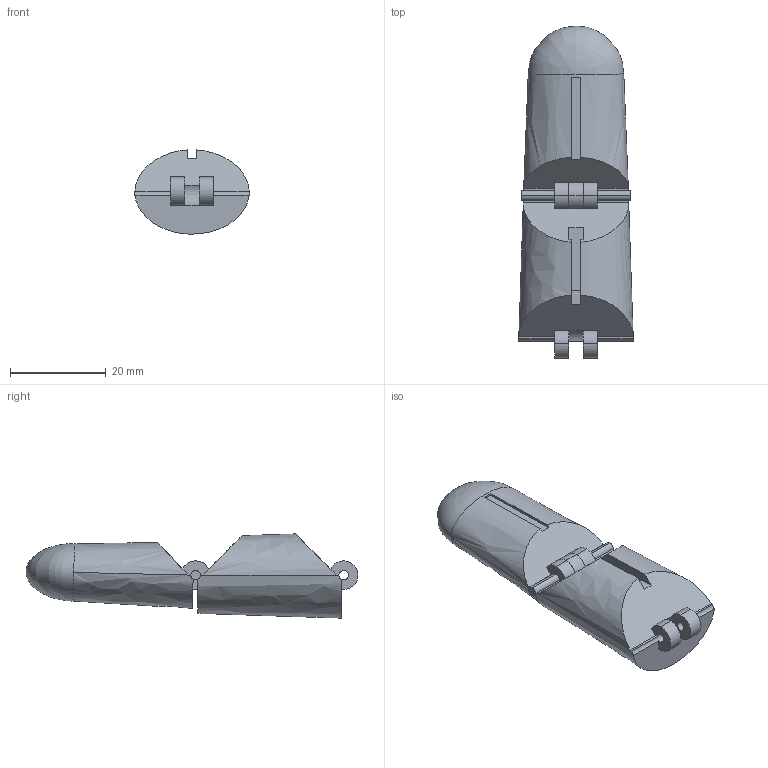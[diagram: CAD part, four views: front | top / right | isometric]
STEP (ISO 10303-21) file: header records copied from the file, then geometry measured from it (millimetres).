
FILE_DESCRIPTION (( 'STEP AP214' ), '1' );
FILE_NAME ('thump.STEP', '2025-11-24T19:46:06', ( '' ), ( '' ), 'SwSTEP 2.0', 'SolidWorks 2023', '' );
FILE_SCHEMA (( 'AUTOMOTIVE_DESIGN' ));
Length unit declared in the file: centimetre
Products named in the file (4): thump; mate 1; PART 1; part 2
Assembly tree (3 placements, depth 2):
  thump
    PART 1
    part 2
    mate 1
Bounding box: 23.97 x 69.49 x 17.62 mm (x, y, z)
Volume: 13800.6 mm3; surface area: 5085.4 mm2
Topology: 3 solids, 4 shells, 84 faces, 237 edges, 155 vertices
Faces by surface type: plane 45, cylinder 33, bspline 6
Entity records: 4379 total; most frequent: CARTESIAN_POINT 2118, ORIENTED_EDGE 470, DIRECTION 429, EDGE_CURVE 235, VERTEX_POINT 155, AXIS2_PLACEMENT_3D 152, LINE 125, VECTOR 125
